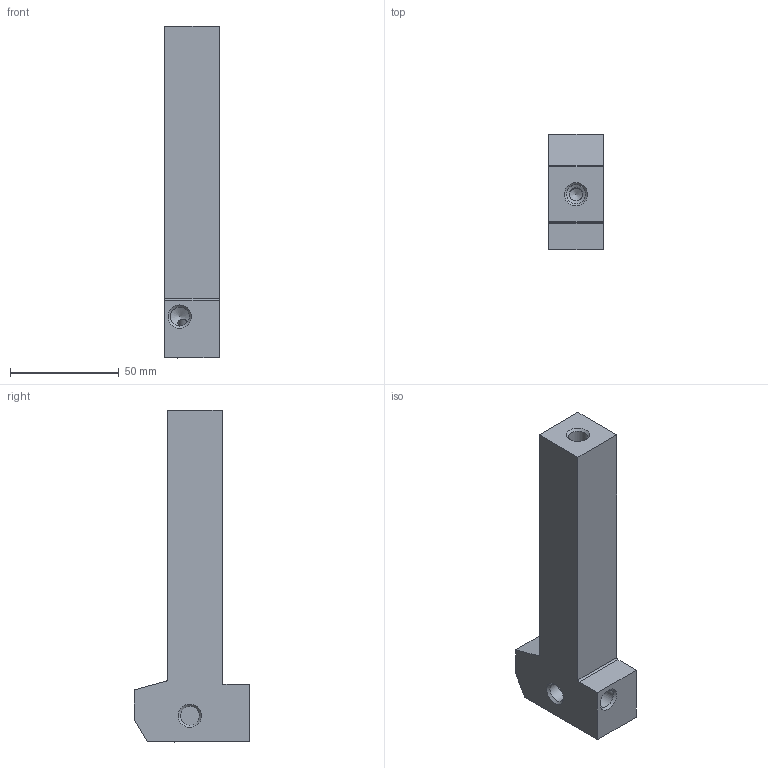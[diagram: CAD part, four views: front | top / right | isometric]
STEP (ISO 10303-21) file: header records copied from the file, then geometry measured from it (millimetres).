
FILE_DESCRIPTION(('STEP AP242'),'1');
FILE_NAME('KGMSL1665C_GTM_one_obj.stp','2023-09-06T12:23:37',(' '),(' '),'Spatial InterOp 3D',' ',' ');
FILE_SCHEMA(('AP242_MANAGED_MODEL_BASED_3D_ENGINEERING_MIM_LF {1 0 10303 442 1 1 4}'));
Length unit declared in the file: millimetre
Products named in the file (1): KGMSL1665C_GTM
Bounding box: 25.21 x 53.09 x 152.4 mm (x, y, z)
Volume: 96350.9 mm3; surface area: 23484.5 mm2
Topology: 1 solids, 1 shells, 49 faces, 152 edges, 101 vertices
Faces by surface type: plane 20, cylinder 17, cone 12
Full cylindrical faces by diameter (mm): 3.4 x1, 4.2 x3, 6 x2, 8.6 x1, 8.707 x3
Entity records: 2166 total; most frequent: CARTESIAN_POINT 622, DIRECTION 222, ORIENTED_EDGE 212, EDGE_CURVE 106, AXIS2_PLACEMENT_3D 86, VERTEX_POINT 81, EDGE_LOOP 73, FACE_OUTER_BOUND 58
